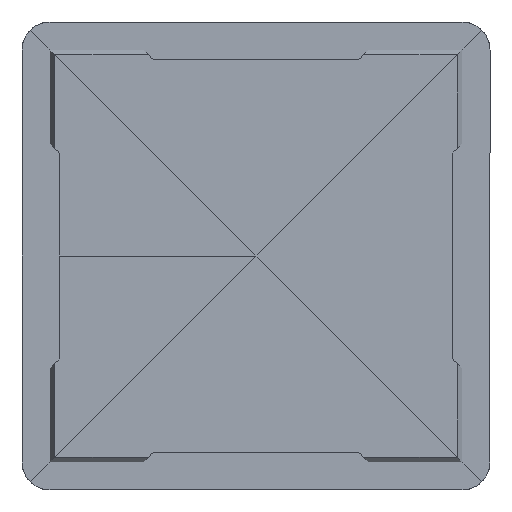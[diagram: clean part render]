
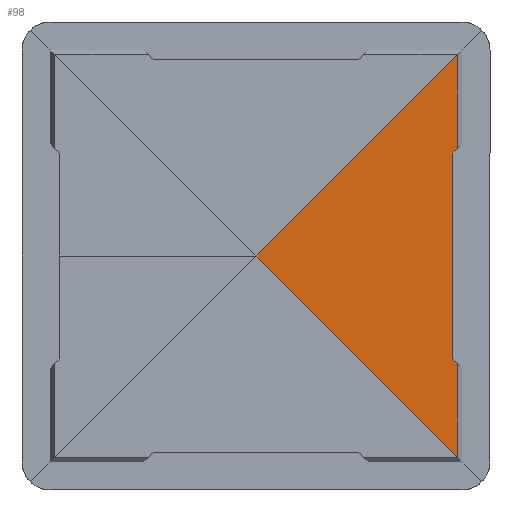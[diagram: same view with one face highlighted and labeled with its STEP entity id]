
A CAD part, front view. The second image highlights one B-rep face of the part: STEP entity #98.
In plain terms, the highlighted planar face has unit normal (0, -1, 0).
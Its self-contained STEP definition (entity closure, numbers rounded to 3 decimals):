
#98 = ADVANCED_FACE ( 'NONE', ( #3413 ), #1904, .F. ) ;
#261 = VECTOR ( 'NONE', #2320, 1000. ) ;
#329 = LINE ( 'NONE', #2651, #3182 ) ;
#365 = CARTESIAN_POINT ( 'NONE',  ( 21.5, 0., -11.5 ) ) ;
#373 = VERTEX_POINT ( 'NONE', #569 ) ;
#376 = AXIS2_PLACEMENT_3D ( 'NONE', #2482, #1273, #3672 ) ;
#516 = LINE ( 'NONE', #2059, #261 ) ;
#549 = CARTESIAN_POINT ( 'NONE',  ( 21.5, 0., 11.5 ) ) ;
#569 = CARTESIAN_POINT ( 'NONE',  ( 21.5, 0., 21.5 ) ) ;
#579 = ORIENTED_EDGE ( 'NONE', *, *, #2575, .T. ) ;
#868 = DIRECTION ( 'NONE',  ( 0., 0., 1. ) ) ;
#902 = CARTESIAN_POINT ( 'NONE',  ( 21.5, 0., -21.5 ) ) ;
#908 = LINE ( 'NONE', #2435, #2295 ) ;
#956 = VERTEX_POINT ( 'NONE', #3494 ) ;
#994 = EDGE_LOOP ( 'NONE', ( #3282, #2473, #3590, #579, #1252, #3124, #2173 ) ) ;
#1206 = VECTOR ( 'NONE', #1855, 1000. ) ;
#1249 = DIRECTION ( 'NONE',  ( 0.707, 0., -0.707 ) ) ;
#1252 = ORIENTED_EDGE ( 'NONE', *, *, #2437, .T. ) ;
#1273 = DIRECTION ( 'NONE',  ( 0., 1., 0. ) ) ;
#1367 = LINE ( 'NONE', #2259, #2546 ) ;
#1468 = VECTOR ( 'NONE', #2727, 1000. ) ;
#1529 = LINE ( 'NONE', #3650, #2355 ) ;
#1549 = EDGE_CURVE ( 'NONE', #3640, #373, #1634, .T. ) ;
#1595 = CARTESIAN_POINT ( 'NONE',  ( 21.5, 0., -26.1 ) ) ;
#1634 = LINE ( 'NONE', #1595, #1206 ) ;
#1855 = DIRECTION ( 'NONE',  ( 0., 0., 1. ) ) ;
#1866 = CARTESIAN_POINT ( 'NONE',  ( 21., 0., -11. ) ) ;
#1893 = VERTEX_POINT ( 'NONE', #365 ) ;
#1904 = PLANE ( 'NONE',  #376 ) ;
#2041 = EDGE_CURVE ( 'NONE', #956, #3161, #3626, .T. ) ;
#2059 = CARTESIAN_POINT ( 'NONE',  ( -13.05, 0., -13.05 ) ) ;
#2173 = ORIENTED_EDGE ( 'NONE', *, *, #2041, .F. ) ;
#2259 = CARTESIAN_POINT ( 'NONE',  ( -13.05, 0., 13.05 ) ) ;
#2295 = VECTOR ( 'NONE', #1249, 1000. ) ;
#2320 = DIRECTION ( 'NONE',  ( 0.707, 0., 0.707 ) ) ;
#2355 = VECTOR ( 'NONE', #2735, 1000. ) ;
#2435 = CARTESIAN_POINT ( 'NONE',  ( 21., 0., -11. ) ) ;
#2437 = EDGE_CURVE ( 'NONE', #2803, #1893, #329, .T. ) ;
#2473 = ORIENTED_EDGE ( 'NONE', *, *, #1549, .T. ) ;
#2482 = CARTESIAN_POINT ( 'NONE',  ( 0., 0., -26.1 ) ) ;
#2546 = VECTOR ( 'NONE', #3495, 1000. ) ;
#2575 = EDGE_CURVE ( 'NONE', #2629, #2803, #1367, .T. ) ;
#2629 = VERTEX_POINT ( 'NONE', #3194 ) ;
#2651 = CARTESIAN_POINT ( 'NONE',  ( 21.5, 0., -26.1 ) ) ;
#2727 = DIRECTION ( 'NONE',  ( 0., 0., -1. ) ) ;
#2735 = DIRECTION ( 'NONE',  ( -0.707, 0., -0.707 ) ) ;
#2803 = VERTEX_POINT ( 'NONE', #902 ) ;
#3124 = ORIENTED_EDGE ( 'NONE', *, *, #3595, .F. ) ;
#3161 = VERTEX_POINT ( 'NONE', #1866 ) ;
#3182 = VECTOR ( 'NONE', #868, 1000. ) ;
#3194 = CARTESIAN_POINT ( 'NONE',  ( 0., 0., 0. ) ) ;
#3282 = ORIENTED_EDGE ( 'NONE', *, *, #3556, .F. ) ;
#3403 = EDGE_CURVE ( 'NONE', #2629, #373, #516, .T. ) ;
#3413 = FACE_OUTER_BOUND ( 'NONE', #994, .T. ) ;
#3494 = CARTESIAN_POINT ( 'NONE',  ( 21., 0., 11. ) ) ;
#3495 = DIRECTION ( 'NONE',  ( 0.707, 0., -0.707 ) ) ;
#3556 = EDGE_CURVE ( 'NONE', #3640, #956, #1529, .T. ) ;
#3590 = ORIENTED_EDGE ( 'NONE', *, *, #3403, .F. ) ;
#3595 = EDGE_CURVE ( 'NONE', #3161, #1893, #908, .T. ) ;
#3626 = LINE ( 'NONE', #3924, #1468 ) ;
#3640 = VERTEX_POINT ( 'NONE', #549 ) ;
#3650 = CARTESIAN_POINT ( 'NONE',  ( 25., 0., 15. ) ) ;
#3672 = DIRECTION ( 'NONE',  ( -1., 0., 0. ) ) ;
#3924 = CARTESIAN_POINT ( 'NONE',  ( 21., 0., 11. ) ) ;
